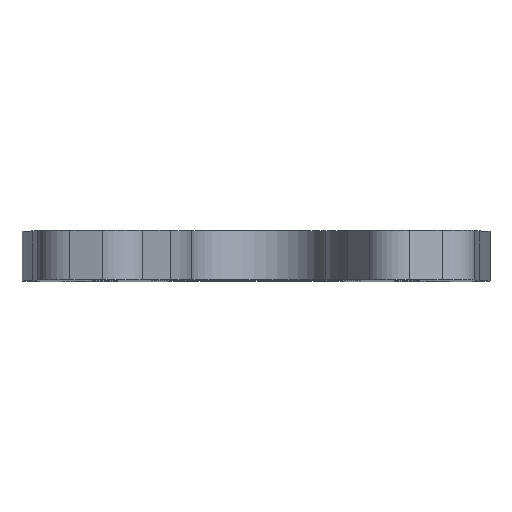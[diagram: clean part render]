
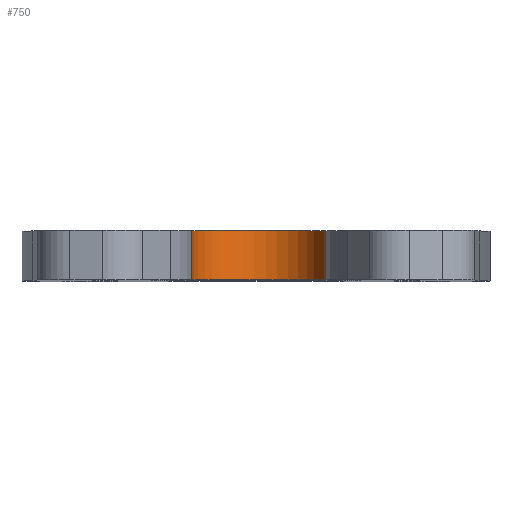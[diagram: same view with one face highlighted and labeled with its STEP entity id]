
A CAD part, top view. The second image highlights one B-rep face of the part: STEP entity #750.
In plain terms, the highlighted cylindrical face has radius 5.5 mm (diameter 11 mm), a partial arc.
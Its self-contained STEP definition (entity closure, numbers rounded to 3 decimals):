
#750=ADVANCED_FACE('',(#1676),#1678,.F.);
#1676=FACE_BOUND('',#1677,.T.);
#1677=EDGE_LOOP('',(#2412,#2413,#2414,#2415));
#1678=CYLINDRICAL_SURFACE('',#1679,5.5);
#1679=AXIS2_PLACEMENT_3D('',#1680,#1681,#1682);
#1680=CARTESIAN_POINT('',(0.2,0.,44.377));
#1681=DIRECTION('',(0.,-1.,0.));
#1682=DIRECTION('',(-0.991,0.,-0.137));
#2412=ORIENTED_EDGE('',*,*,#2540,.T.);
#2413=ORIENTED_EDGE('',*,*,#2828,.T.);
#2414=ORIENTED_EDGE('',*,*,#2679,.F.);
#2415=ORIENTED_EDGE('',*,*,#2829,.F.);
#2540=EDGE_CURVE('',#2860,#2861,#2862,.T.);
#2679=EDGE_CURVE('',#3137,#3076,#3139,.T.);
#2828=EDGE_CURVE('',#2861,#3076,#3364,.T.);
#2829=EDGE_CURVE('',#2860,#3137,#3365,.T.);
#2860=VERTEX_POINT('',#3396);
#2861=VERTEX_POINT('',#3397);
#2862=CIRCLE('',#3398,5.5);
#3076=VERTEX_POINT('',#3892);
#3137=VERTEX_POINT('',#4031);
#3139=CIRCLE('',#4036,5.5);
#3364=LINE('',#4604,#4605);
#3365=LINE('',#4607,#4608);
#3396=CARTESIAN_POINT('',(-5.248,0.,43.625));
#3397=CARTESIAN_POINT('',(5.677,0.,43.871));
#3398=AXIS2_PLACEMENT_3D('',#3399,#3400,#3401);
#3399=CARTESIAN_POINT('',(0.2,0.,44.377));
#3400=DIRECTION('',(0.,-1.,0.));
#3401=DIRECTION('',(-0.991,0.,-0.137));
#3892=CARTESIAN_POINT('',(5.677,4.,43.871));
#4031=CARTESIAN_POINT('',(-5.248,4.,43.625));
#4036=AXIS2_PLACEMENT_3D('',#4037,#4038,#4039);
#4037=CARTESIAN_POINT('',(0.2,4.,44.377));
#4038=DIRECTION('',(0.,-1.,0.));
#4039=DIRECTION('',(-0.991,0.,-0.137));
#4604=CARTESIAN_POINT('',(5.677,0.,43.871));
#4605=VECTOR('',#4606,1.);
#4606=DIRECTION('',(0.,1.,0.));
#4607=CARTESIAN_POINT('',(-5.248,0.,43.625));
#4608=VECTOR('',#4609,1.);
#4609=DIRECTION('',(0.,1.,0.));
